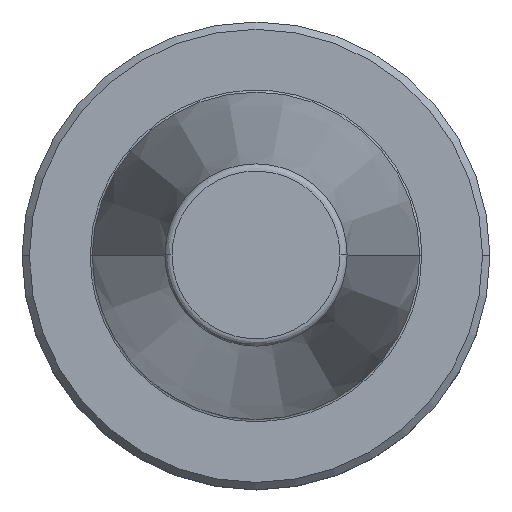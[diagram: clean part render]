
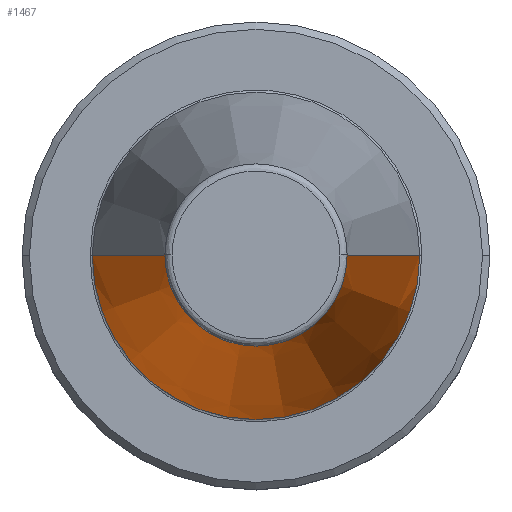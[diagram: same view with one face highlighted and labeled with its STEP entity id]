
A CAD part, top view. The second image highlights one B-rep face of the part: STEP entity #1467.
In plain terms, the highlighted conical face has half-angle 8.297 degrees and reference radius 22.225 mm.
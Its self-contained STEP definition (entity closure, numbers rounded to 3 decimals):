
#28 = VERTEX_POINT ( 'NONE', #245 ) ;
#94 = CARTESIAN_POINT ( 'NONE',  ( -22.225, 0., 0. ) ) ;
#143 = DIRECTION ( 'NONE',  ( 0., 0., -1. ) ) ;
#182 = EDGE_CURVE ( 'NONE', #608, #28, #1430, .T. ) ;
#188 = AXIS2_PLACEMENT_3D ( 'NONE', #1433, #1558, #543 ) ;
#245 = CARTESIAN_POINT ( 'NONE',  ( -12.375, 0., 67.544 ) ) ;
#276 = VECTOR ( 'NONE', #844, 1000. ) ;
#339 = CARTESIAN_POINT ( 'NONE',  ( -22.225, 0., 0. ) ) ;
#480 = CARTESIAN_POINT ( 'NONE',  ( 22.225, 0., 0. ) ) ;
#509 = DIRECTION ( 'NONE',  ( 0., 0., -1. ) ) ;
#543 = DIRECTION ( 'NONE',  ( -1., 0., 0. ) ) ;
#571 = CARTESIAN_POINT ( 'NONE',  ( 12.375, 0., 67.544 ) ) ;
#608 = VERTEX_POINT ( 'NONE', #571 ) ;
#612 = LINE ( 'NONE', #339, #276 ) ;
#625 = EDGE_LOOP ( 'NONE', ( #727, #1278, #779, #1624 ) ) ;
#642 = DIRECTION ( 'NONE',  ( -1., 0., 0. ) ) ;
#658 = EDGE_CURVE ( 'NONE', #756, #862, #1070, .T. ) ;
#663 = DIRECTION ( 'NONE',  ( 0.144, 0., -0.99 ) ) ;
#687 = FACE_OUTER_BOUND ( 'NONE', #625, .T. ) ;
#727 = ORIENTED_EDGE ( 'NONE', *, *, #774, .F. ) ;
#733 = LINE ( 'NONE', #480, #1022 ) ;
#756 = VERTEX_POINT ( 'NONE', #863 ) ;
#774 = EDGE_CURVE ( 'NONE', #608, #756, #733, .T. ) ;
#779 = ORIENTED_EDGE ( 'NONE', *, *, #913, .T. ) ;
#844 = DIRECTION ( 'NONE',  ( -0.144, 0., -0.99 ) ) ;
#862 = VERTEX_POINT ( 'NONE', #94 ) ;
#863 = CARTESIAN_POINT ( 'NONE',  ( 22.225, 0., 0. ) ) ;
#902 = CARTESIAN_POINT ( 'NONE',  ( 0., 0., 0. ) ) ;
#913 = EDGE_CURVE ( 'NONE', #28, #862, #612, .T. ) ;
#932 = CARTESIAN_POINT ( 'NONE',  ( 0., 0., 67.544 ) ) ;
#1022 = VECTOR ( 'NONE', #663, 1000. ) ;
#1023 = AXIS2_PLACEMENT_3D ( 'NONE', #932, #509, #642 ) ;
#1029 = DIRECTION ( 'NONE',  ( 1., 0., 0. ) ) ;
#1070 = CIRCLE ( 'NONE', #1271, 22.225 ) ;
#1271 = AXIS2_PLACEMENT_3D ( 'NONE', #902, #143, #1029 ) ;
#1278 = ORIENTED_EDGE ( 'NONE', *, *, #182, .T. ) ;
#1283 = CONICAL_SURFACE ( 'NONE', #188, 22.225, 0.145 ) ;
#1430 = CIRCLE ( 'NONE', #1023, 12.375 ) ;
#1433 = CARTESIAN_POINT ( 'NONE',  ( 0., 0., 0. ) ) ;
#1467 = ADVANCED_FACE ( 'NONE', ( #687 ), #1283, .T. ) ;
#1558 = DIRECTION ( 'NONE',  ( 0., 0., -1. ) ) ;
#1624 = ORIENTED_EDGE ( 'NONE', *, *, #658, .F. ) ;
